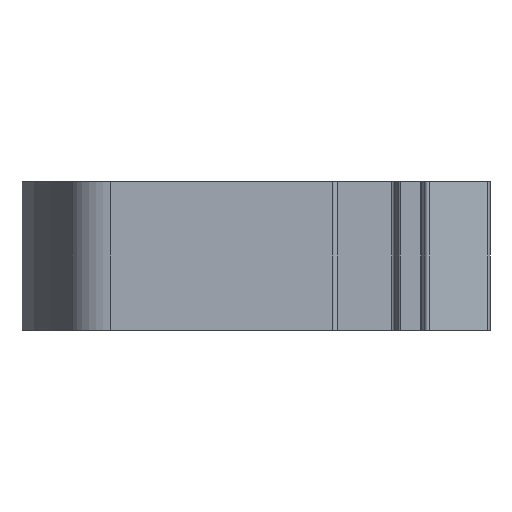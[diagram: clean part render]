
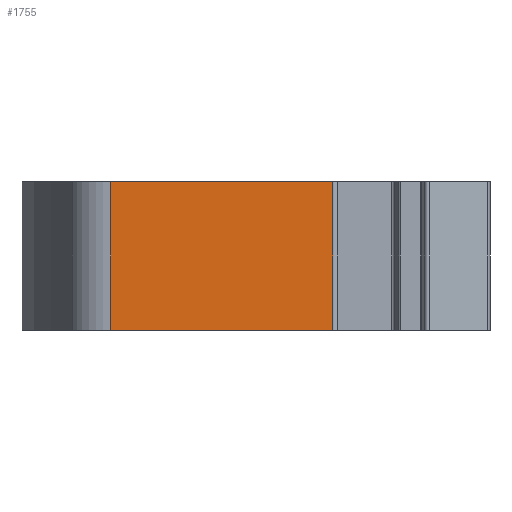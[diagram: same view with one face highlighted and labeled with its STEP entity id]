
A CAD part, left-side view. The second image highlights one B-rep face of the part: STEP entity #1755.
In plain terms, the highlighted planar face has unit normal (-1, 0, 0).
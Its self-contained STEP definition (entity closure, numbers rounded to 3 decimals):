
#147 = DIRECTION ( 'NONE',  ( 0., 0., 1. ) ) ;
#286 = CARTESIAN_POINT ( 'NONE',  ( 0., 24.633, 5. ) ) ;
#306 = DIRECTION ( 'NONE',  ( 1., 0., 0. ) ) ;
#401 = DIRECTION ( 'NONE',  ( 0., -1., 0. ) ) ;
#823 = VERTEX_POINT ( 'NONE', #3100 ) ;
#910 = LINE ( 'NONE', #1154, #1956 ) ;
#1027 = PLANE ( 'NONE',  #2427 ) ;
#1154 = CARTESIAN_POINT ( 'NONE',  ( 0., 9.633, 5. ) ) ;
#1269 = EDGE_CURVE ( 'NONE', #2580, #4341, #910, .T. ) ;
#1329 = FACE_OUTER_BOUND ( 'NONE', #1734, .T. ) ;
#1338 = VECTOR ( 'NONE', #147, 1000. ) ;
#1734 = EDGE_LOOP ( 'NONE', ( #4265, #3159, #3310, #2414 ) ) ;
#1755 = ADVANCED_FACE ( 'NONE', ( #1329 ), #1027, .F. ) ;
#1956 = VECTOR ( 'NONE', #3853, 1000. ) ;
#2007 = LINE ( 'NONE', #4986, #2895 ) ;
#2021 = EDGE_CURVE ( 'NONE', #823, #2580, #2007, .T. ) ;
#2075 = CARTESIAN_POINT ( 'NONE',  ( 0., 9.633, 5. ) ) ;
#2173 = EDGE_CURVE ( 'NONE', #823, #3841, #2221, .T. ) ;
#2221 = LINE ( 'NONE', #3092, #3128 ) ;
#2414 = ORIENTED_EDGE ( 'NONE', *, *, #2173, .T. ) ;
#2427 = AXIS2_PLACEMENT_3D ( 'NONE', #2627, #306, #2995 ) ;
#2580 = VERTEX_POINT ( 'NONE', #286 ) ;
#2627 = CARTESIAN_POINT ( 'NONE',  ( 0., 9.633, 5. ) ) ;
#2895 = VECTOR ( 'NONE', #4587, 1000. ) ;
#2973 = CARTESIAN_POINT ( 'NONE',  ( 0., 9.633, 5. ) ) ;
#2995 = DIRECTION ( 'NONE',  ( 0., 0., -1. ) ) ;
#2997 = CARTESIAN_POINT ( 'NONE',  ( 0., 9.633, -5. ) ) ;
#3092 = CARTESIAN_POINT ( 'NONE',  ( 0., 24.633, -5. ) ) ;
#3100 = CARTESIAN_POINT ( 'NONE',  ( 0., 24.633, -5. ) ) ;
#3128 = VECTOR ( 'NONE', #401, 1000. ) ;
#3159 = ORIENTED_EDGE ( 'NONE', *, *, #1269, .F. ) ;
#3310 = ORIENTED_EDGE ( 'NONE', *, *, #2021, .F. ) ;
#3841 = VERTEX_POINT ( 'NONE', #2997 ) ;
#3853 = DIRECTION ( 'NONE',  ( 0., -1., 0. ) ) ;
#4207 = EDGE_CURVE ( 'NONE', #3841, #4341, #4307, .T. ) ;
#4265 = ORIENTED_EDGE ( 'NONE', *, *, #4207, .T. ) ;
#4307 = LINE ( 'NONE', #2075, #1338 ) ;
#4341 = VERTEX_POINT ( 'NONE', #2973 ) ;
#4587 = DIRECTION ( 'NONE',  ( 0., 0., 1. ) ) ;
#4986 = CARTESIAN_POINT ( 'NONE',  ( 0., 24.633, 5. ) ) ;
